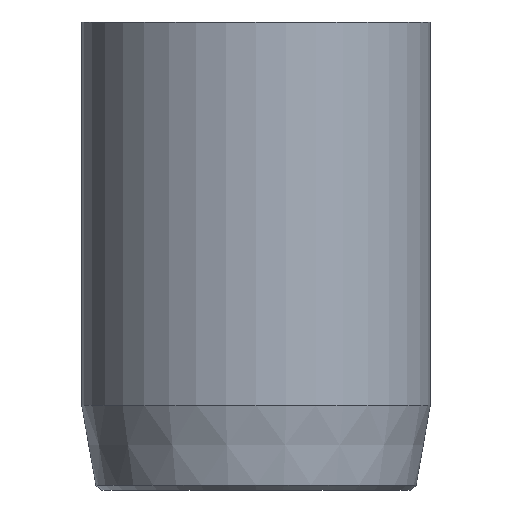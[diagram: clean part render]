
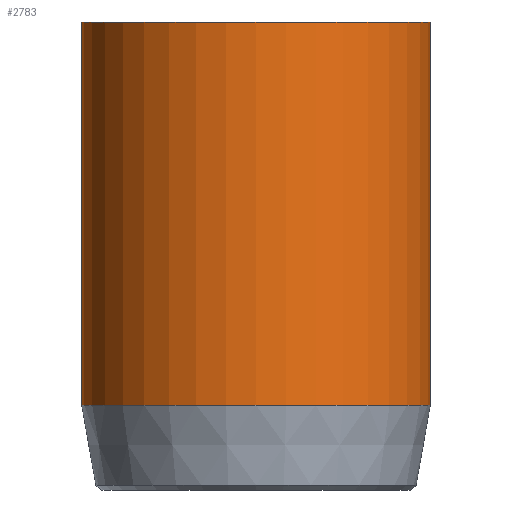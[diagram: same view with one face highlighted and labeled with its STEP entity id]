
A CAD part, front view. The second image highlights one B-rep face of the part: STEP entity #2783.
In plain terms, the highlighted cylindrical face has radius 1.75 mm (diameter 3.5 mm), a full revolution.
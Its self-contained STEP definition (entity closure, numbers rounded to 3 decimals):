
#399=CYLINDRICAL_SURFACE('',#2904,1.75);
#537=FACE_OUTER_BOUND('',#708,.T.);
#708=EDGE_LOOP('',(#2533,#2534,#2535,#2536,#2537));
#880=LINE('',#5520,#1062);
#1062=VECTOR('',#3178,1.75);
#1100=CIRCLE('',#2890,1.75);
#1105=CIRCLE('',#2902,1.75);
#1106=CIRCLE('',#2903,1.75);
#1357=VERTEX_POINT('',#5495);
#1362=VERTEX_POINT('',#5514);
#1363=VERTEX_POINT('',#5515);
#1752=EDGE_CURVE('',#1357,#1357,#1100,.T.);
#1759=EDGE_CURVE('',#1362,#1363,#1105,.T.);
#1760=EDGE_CURVE('',#1363,#1362,#1106,.T.);
#1762=EDGE_CURVE('',#1357,#1362,#880,.T.);
#2533=ORIENTED_EDGE('',*,*,#1752,.T.);
#2534=ORIENTED_EDGE('',*,*,#1762,.T.);
#2535=ORIENTED_EDGE('',*,*,#1759,.T.);
#2536=ORIENTED_EDGE('',*,*,#1760,.T.);
#2537=ORIENTED_EDGE('',*,*,#1762,.F.);
#2783=ADVANCED_FACE('',(#537),#399,.T.);
#2890=AXIS2_PLACEMENT_3D('',#5496,#3145,#3146);
#2902=AXIS2_PLACEMENT_3D('',#5516,#3171,#3172);
#2903=AXIS2_PLACEMENT_3D('',#5517,#3173,#3174);
#2904=AXIS2_PLACEMENT_3D('',#5519,#3176,#3177);
#3145=DIRECTION('center_axis',(0.,0.,-1.));
#3146=DIRECTION('ref_axis',(-1.,0.,0.));
#3171=DIRECTION('center_axis',(0.,0.,1.));
#3172=DIRECTION('ref_axis',(-1.,0.,0.));
#3173=DIRECTION('center_axis',(0.,0.,1.));
#3174=DIRECTION('ref_axis',(-1.,0.,0.));
#3176=DIRECTION('center_axis',(0.,0.,1.));
#3177=DIRECTION('ref_axis',(-1.,0.,0.));
#3178=DIRECTION('',(0.,0.,-1.));
#5495=CARTESIAN_POINT('',(1.75,0.,4.7));
#5496=CARTESIAN_POINT('Origin',(0.,0.,4.7));
#5514=CARTESIAN_POINT('',(1.75,0.,0.851));
#5515=CARTESIAN_POINT('',(-1.75,0.,0.851));
#5516=CARTESIAN_POINT('Origin',(0.,0.,0.851));
#5517=CARTESIAN_POINT('Origin',(0.,0.,0.851));
#5519=CARTESIAN_POINT('Origin',(0.,0.,0.));
#5520=CARTESIAN_POINT('',(1.75,0.,0.));
